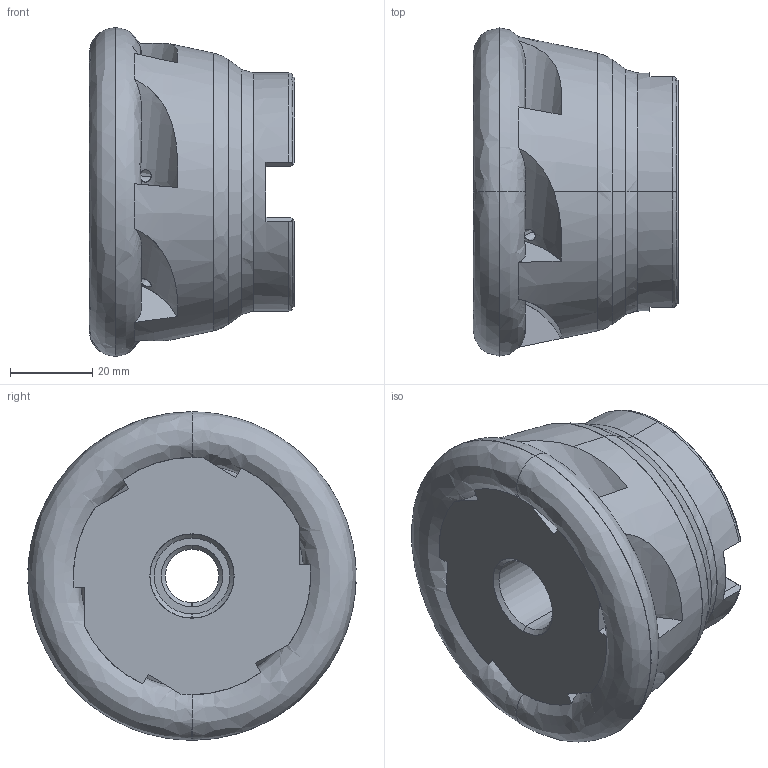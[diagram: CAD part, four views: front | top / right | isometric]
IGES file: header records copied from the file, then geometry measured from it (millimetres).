
Start section: SolidWorks IGES file using analytic representation for surfaces
Global section: file name: 00RP-080-252-6.IGS; native system: SolidWorks 2013; preprocessor: SolidWorks 2013; author: phk; date: 130307.111132; units: millimetre
Bounding box: 50.05 x 79.91 x 80 mm (x, y, z)
Surface area: 24899.6 mm2 (no closed solid volume)
Topology: 0 solids, 0 shells, 110 faces, 2158 edges, 2158 vertices
Faces by surface type: revolution 61, bspline 49
